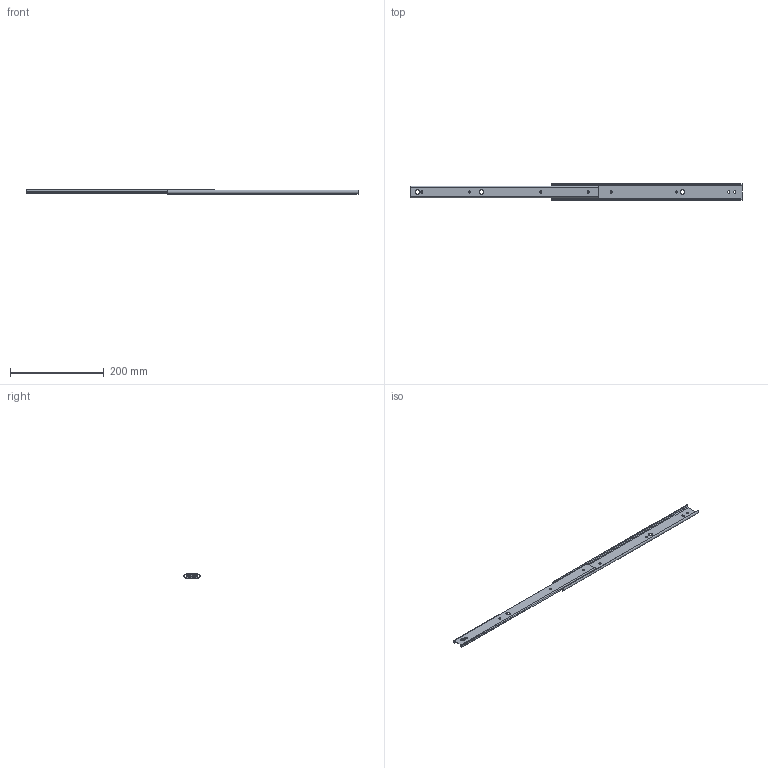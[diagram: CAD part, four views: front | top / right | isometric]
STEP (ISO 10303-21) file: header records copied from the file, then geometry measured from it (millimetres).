
FILE_DESCRIPTION (( 'STEP AP214' ), '1' );
FILE_NAME ('TM_357_16.STEP', '2018-06-12T06:25:40', ( '' ), ( '' ), 'SwSTEP 2.0', 'SolidWorks 2015', '' );
FILE_SCHEMA (( 'AUTOMOTIVE_DESIGN' ));
Length unit declared in the file: millimetre
Products named in the file (3): TM_357_16; member_A; member_B
Assembly tree (2 placements, depth 2):
  TM_357_16
    member_B
    member_A
Bounding box: 709.4 x 35.29 x 9.6 mm (x, y, z)
Volume: 51184.3 mm3; surface area: 67285.8 mm2
Topology: 2 solids, 2 shells, 111 faces, 313 edges, 206 vertices
Faces by surface type: plane 58, cylinder 53
Entity records: 3775 total; most frequent: DIRECTION 651, CARTESIAN_POINT 635, ORIENTED_EDGE 626, EDGE_CURVE 313, AXIS2_PLACEMENT_3D 222, VECTOR 207, LINE 207, VERTEX_POINT 206
